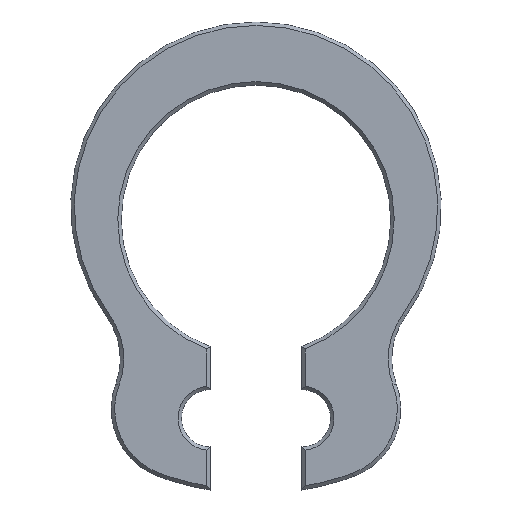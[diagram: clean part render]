
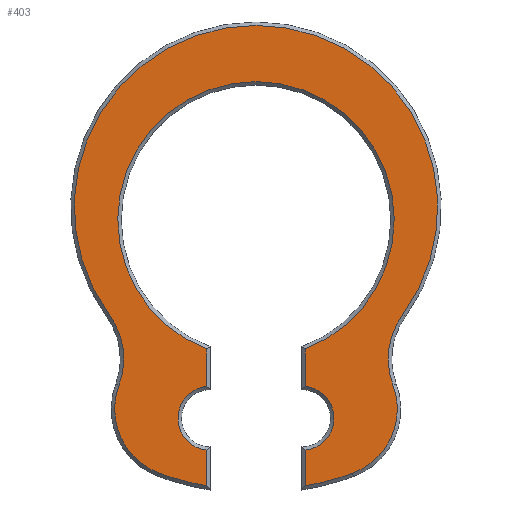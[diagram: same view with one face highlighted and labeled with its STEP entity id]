
A CAD part, top view. The second image highlights one B-rep face of the part: STEP entity #403.
In plain terms, the highlighted planar face has unit normal (0, 0, 1).
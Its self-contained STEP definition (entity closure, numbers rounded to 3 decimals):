
#129 = VERTEX_POINT('',#130);
#130 = CARTESIAN_POINT('',(0.86,-2.251,0.3));
#139 = VERTEX_POINT('',#140);
#140 = CARTESIAN_POINT('',(-0.86,-2.251,0.3));
#147 = EDGE_CURVE('',#129,#139,#148,.T.);
#148 = CIRCLE('',#149,2.41);
#149 = AXIS2_PLACEMENT_3D('',#150,#151,#152);
#150 = CARTESIAN_POINT('',(0.,0.,0.3));
#151 = DIRECTION('',(-0.,0.,1.));
#152 = DIRECTION('',(0.34,-0.94,0.));
#221 = VERTEX_POINT('',#222);
#222 = CARTESIAN_POINT('',(0.86,-2.903,0.3));
#229 = EDGE_CURVE('',#129,#221,#230,.T.);
#230 = LINE('',#231,#232);
#231 = CARTESIAN_POINT('',(0.86,-2.21,0.3));
#232 = VECTOR('',#233,1.);
#233 = DIRECTION('',(0.,-1.,0.));
#403 = ADVANCED_FACE('',(#404),#511,.F.);
#404 = FACE_BOUND('',#405,.F.);
#405 = EDGE_LOOP('',(#406,#407,#415,#424,#432,#441,#450,#459,#468,#477,
    #486,#495,#503,#510));
#406 = ORIENTED_EDGE('',*,*,#147,.T.);
#407 = ORIENTED_EDGE('',*,*,#408,.T.);
#408 = EDGE_CURVE('',#139,#409,#411,.T.);
#409 = VERTEX_POINT('',#410);
#410 = CARTESIAN_POINT('',(-0.86,-2.903,0.3));
#411 = LINE('',#412,#413);
#412 = CARTESIAN_POINT('',(-0.86,-2.21,0.3));
#413 = VECTOR('',#414,1.);
#414 = DIRECTION('',(0.,-1.,0.));
#415 = ORIENTED_EDGE('',*,*,#416,.T.);
#416 = EDGE_CURVE('',#409,#417,#419,.T.);
#417 = VERTEX_POINT('',#418);
#418 = CARTESIAN_POINT('',(-0.86,-4.016,0.3));
#419 = CIRCLE('',#420,0.56);
#420 = AXIS2_PLACEMENT_3D('',#421,#422,#423);
#421 = CARTESIAN_POINT('',(-0.8,-3.46,0.3));
#422 = DIRECTION('',(0.,-0.,1.));
#423 = DIRECTION('',(0.,1.,0.));
#424 = ORIENTED_EDGE('',*,*,#425,.T.);
#425 = EDGE_CURVE('',#417,#426,#428,.T.);
#426 = VERTEX_POINT('',#427);
#427 = CARTESIAN_POINT('',(-0.86,-4.639,0.3));
#428 = LINE('',#429,#430);
#429 = CARTESIAN_POINT('',(-0.86,-3.96,0.3));
#430 = VECTOR('',#431,1.);
#431 = DIRECTION('',(0.,-1.,0.));
#432 = ORIENTED_EDGE('',*,*,#433,.F.);
#433 = EDGE_CURVE('',#434,#426,#436,.T.);
#434 = VERTEX_POINT('',#435);
#435 = CARTESIAN_POINT('',(-1.679,-4.42,0.3));
#436 = CIRCLE('',#437,4.934);
#437 = AXIS2_PLACEMENT_3D('',#438,#439,#440);
#438 = CARTESIAN_POINT('',(0.,0.22,0.3));
#439 = DIRECTION('',(0.,0.,1.));
#440 = DIRECTION('',(-0.34,-0.94,0.));
#441 = ORIENTED_EDGE('',*,*,#442,.F.);
#442 = EDGE_CURVE('',#443,#434,#445,.T.);
#443 = VERTEX_POINT('',#444);
#444 = CARTESIAN_POINT('',(-2.389,-2.884,0.3));
#445 = CIRCLE('',#446,1.19);
#446 = AXIS2_PLACEMENT_3D('',#447,#448,#449);
#447 = CARTESIAN_POINT('',(-1.274,-3.301,0.3));
#448 = DIRECTION('',(0.,0.,1.));
#449 = DIRECTION('',(-0.937,0.35,0.));
#450 = ORIENTED_EDGE('',*,*,#451,.F.);
#451 = EDGE_CURVE('',#452,#443,#454,.T.);
#452 = VERTEX_POINT('',#453);
#453 = CARTESIAN_POINT('',(-2.559,-1.652,0.3));
#454 = CIRCLE('',#455,1.31);
#455 = AXIS2_PLACEMENT_3D('',#456,#457,#458);
#456 = CARTESIAN_POINT('',(-3.616,-2.425,0.3));
#457 = DIRECTION('',(0.,0.,-1.));
#458 = DIRECTION('',(0.807,0.59,0.));
#459 = ORIENTED_EDGE('',*,*,#460,.F.);
#460 = EDGE_CURVE('',#461,#452,#463,.T.);
#461 = VERTEX_POINT('',#462);
#462 = CARTESIAN_POINT('',(2.559,-1.652,0.3));
#463 = CIRCLE('',#464,3.17);
#464 = AXIS2_PLACEMENT_3D('',#465,#466,#467);
#465 = CARTESIAN_POINT('',(0.,0.22,0.3));
#466 = DIRECTION('',(-0.,0.,1.));
#467 = DIRECTION('',(0.807,-0.59,0.));
#468 = ORIENTED_EDGE('',*,*,#469,.F.);
#469 = EDGE_CURVE('',#470,#461,#472,.T.);
#470 = VERTEX_POINT('',#471);
#471 = CARTESIAN_POINT('',(2.389,-2.884,0.3));
#472 = CIRCLE('',#473,1.31);
#473 = AXIS2_PLACEMENT_3D('',#474,#475,#476);
#474 = CARTESIAN_POINT('',(3.616,-2.425,0.3));
#475 = DIRECTION('',(0.,0.,-1.));
#476 = DIRECTION('',(-0.937,-0.35,-0.));
#477 = ORIENTED_EDGE('',*,*,#478,.F.);
#478 = EDGE_CURVE('',#479,#470,#481,.T.);
#479 = VERTEX_POINT('',#480);
#480 = CARTESIAN_POINT('',(1.679,-4.42,0.3));
#481 = CIRCLE('',#482,1.19);
#482 = AXIS2_PLACEMENT_3D('',#483,#484,#485);
#483 = CARTESIAN_POINT('',(1.274,-3.301,0.3));
#484 = DIRECTION('',(-0.,0.,1.));
#485 = DIRECTION('',(0.34,-0.94,0.));
#486 = ORIENTED_EDGE('',*,*,#487,.F.);
#487 = EDGE_CURVE('',#488,#479,#490,.T.);
#488 = VERTEX_POINT('',#489);
#489 = CARTESIAN_POINT('',(0.86,-4.639,0.3));
#490 = CIRCLE('',#491,4.934);
#491 = AXIS2_PLACEMENT_3D('',#492,#493,#494);
#492 = CARTESIAN_POINT('',(0.,0.22,0.3));
#493 = DIRECTION('',(-0.,0.,1.));
#494 = DIRECTION('',(0.16,-0.987,0.));
#495 = ORIENTED_EDGE('',*,*,#496,.T.);
#496 = EDGE_CURVE('',#488,#497,#499,.T.);
#497 = VERTEX_POINT('',#498);
#498 = CARTESIAN_POINT('',(0.86,-4.016,0.3));
#499 = LINE('',#500,#501);
#500 = CARTESIAN_POINT('',(0.86,-4.71,0.3));
#501 = VECTOR('',#502,1.);
#502 = DIRECTION('',(0.,1.,0.));
#503 = ORIENTED_EDGE('',*,*,#504,.T.);
#504 = EDGE_CURVE('',#497,#221,#505,.T.);
#505 = CIRCLE('',#506,0.56);
#506 = AXIS2_PLACEMENT_3D('',#507,#508,#509);
#507 = CARTESIAN_POINT('',(0.8,-3.46,0.3));
#508 = DIRECTION('',(0.,0.,1.));
#509 = DIRECTION('',(0.,-1.,0.));
#510 = ORIENTED_EDGE('',*,*,#229,.F.);
#511 = PLANE('',#512);
#512 = AXIS2_PLACEMENT_3D('',#513,#514,#515);
#513 = CARTESIAN_POINT('',(0.,-0.83,0.3));
#514 = DIRECTION('',(-0.,-0.,-1.));
#515 = DIRECTION('',(-1.,0.,0.));
